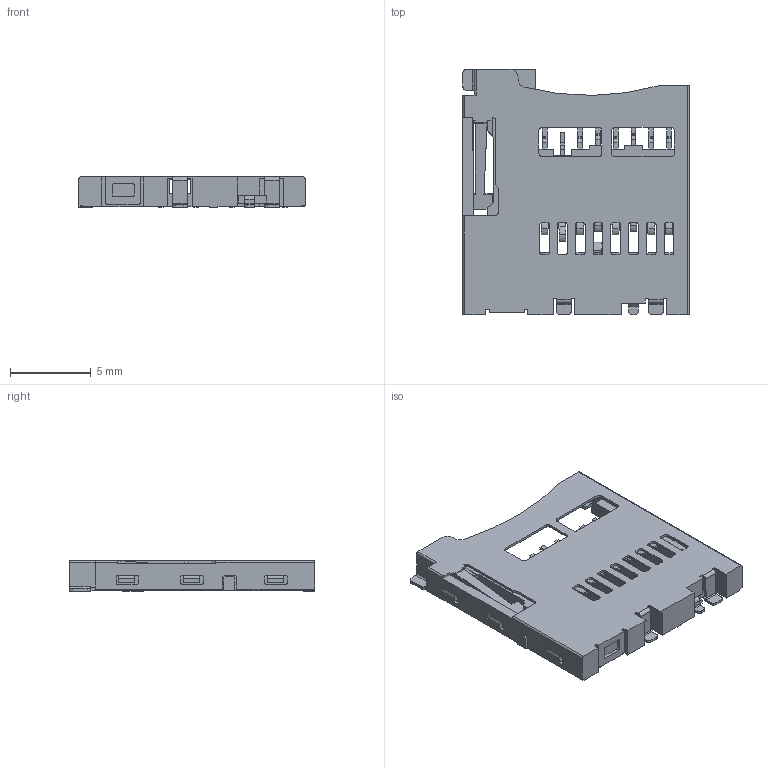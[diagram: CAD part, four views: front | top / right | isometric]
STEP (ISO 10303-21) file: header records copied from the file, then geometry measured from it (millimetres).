
FILE_DESCRIPTION(('FreeCAD Model'),'2;1');
FILE_NAME( '473521001_microSD.step', '2019-01-30T21:32:54',('kicad StepUp'),('ksu MCAD'), 'Open CASCADE STEP processor 6.9','FreeCAD','Unknown');
FILE_SCHEMA(('AUTOMOTIVE_DESIGN_CC2 { 1 2 10303 214 -1 1 5 4 }'));
Length unit declared in the file: millimetre
Products named in the file (1): 473521001_microSD
Bounding box: 14.1 x 15.2 x 1.88 mm (x, y, z)
Volume: 182.1 mm3; surface area: 792.8 mm2
Topology: 1 solids, 1 shells, 646 faces, 1868 edges, 1237 vertices
Faces by surface type: plane 452, cylinder 194
Entity records: 25686 total; most frequent: CARTESIAN_POINT 4049, ORIENTED_EDGE 3736, DIRECTION 3355, EDGE_CURVE 1868, LINE 1477, VECTOR 1477, VERTEX_POINT 1237, AXIS2_PLACEMENT_3D 939
